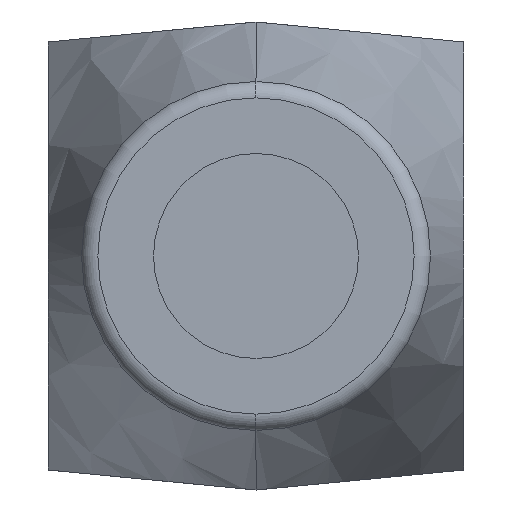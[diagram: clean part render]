
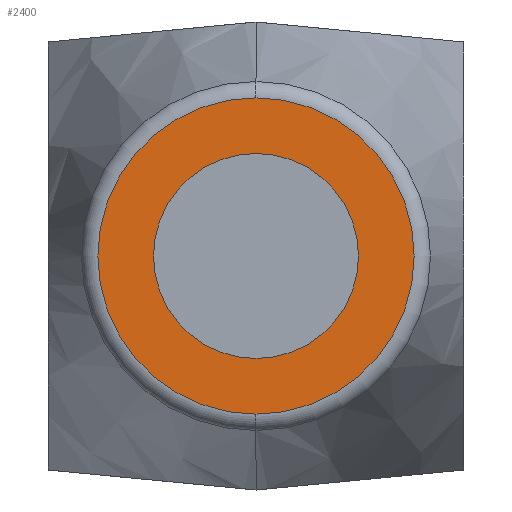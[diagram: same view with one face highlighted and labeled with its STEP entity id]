
A CAD part, left-side view. The second image highlights one B-rep face of the part: STEP entity #2400.
In plain terms, the highlighted planar face has unit normal (-1, 0, 0).
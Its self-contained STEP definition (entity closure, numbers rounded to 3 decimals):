
#714=CARTESIAN_POINT('',(-38.,0.,0.));
#715=DIRECTION('',(1.,0.,0.));
#716=DIRECTION('',(0.,0.,-1.));
#717=AXIS2_PLACEMENT_3D('',#714,#715,#716);
#719=CARTESIAN_POINT('',(-38.,0.,0.));
#720=DIRECTION('',(1.,0.,0.));
#721=DIRECTION('',(0.,0.,1.));
#722=AXIS2_PLACEMENT_3D('',#719,#720,#721);
#724=CARTESIAN_POINT('',(-38.,0.,0.));
#725=DIRECTION('',(-1.,0.,0.));
#726=DIRECTION('',(0.,1.,0.));
#727=AXIS2_PLACEMENT_3D('',#724,#725,#726);
#729=CARTESIAN_POINT('',(-38.,0.,0.));
#730=DIRECTION('',(-1.,0.,0.));
#731=DIRECTION('',(0.,-1.,0.));
#732=AXIS2_PLACEMENT_3D('',#729,#730,#731);
#1584=CARTESIAN_POINT('',(-38.,0.,-9.26));
#1585=VERTEX_POINT('',#1584);
#1586=CARTESIAN_POINT('',(-38.,0.,9.26));
#1587=VERTEX_POINT('',#1586);
#1588=CARTESIAN_POINT('',(-38.,6.,0.));
#1589=CARTESIAN_POINT('',(-38.,-6.,0.));
#1590=VERTEX_POINT('',#1588);
#1591=VERTEX_POINT('',#1589);
#2385=CARTESIAN_POINT('',(-38.,0.,0.));
#2386=DIRECTION('',(1.,0.,0.));
#2387=DIRECTION('',(0.,0.,-1.));
#2388=AXIS2_PLACEMENT_3D('',#2385,#2386,#2387);
#2389=PLANE('',#2388);
#2390=ORIENTED_EDGE('',*,*,#2367,.T.);
#2391=ORIENTED_EDGE('',*,*,#2378,.T.);
#2392=EDGE_LOOP('',(#2390,#2391));
#2393=FACE_OUTER_BOUND('',#2392,.F.);
#2395=ORIENTED_EDGE('',*,*,#2394,.T.);
#2397=ORIENTED_EDGE('',*,*,#2396,.T.);
#2398=EDGE_LOOP('',(#2395,#2397));
#2399=FACE_BOUND('',#2398,.F.);
#2400=ADVANCED_FACE('',(#2393,#2399),#2389,.F.);
#718=CIRCLE('',#717,9.26);
#723=CIRCLE('',#722,9.26);
#728=CIRCLE('',#727,6.);
#733=CIRCLE('',#732,6.);
#2367=EDGE_CURVE('',#1585,#1587,#718,.T.);
#2378=EDGE_CURVE('',#1587,#1585,#723,.T.);
#2394=EDGE_CURVE('',#1590,#1591,#728,.T.);
#2396=EDGE_CURVE('',#1591,#1590,#733,.T.);
